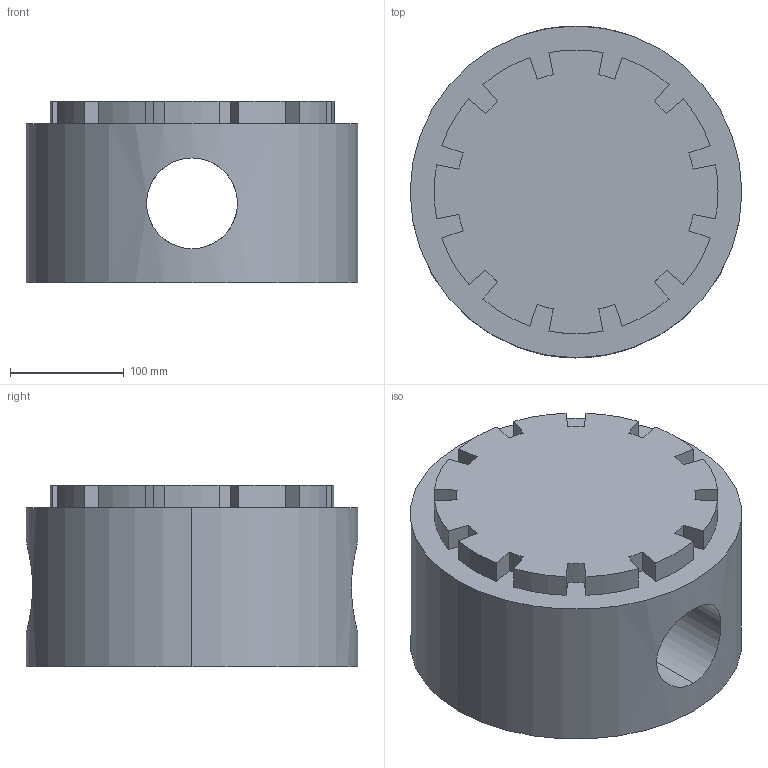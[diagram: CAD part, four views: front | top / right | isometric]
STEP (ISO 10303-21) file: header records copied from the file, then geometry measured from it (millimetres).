
FILE_DESCRIPTION (( 'STEP AP203' ), '1' );
FILE_NAME ('Bow_Vertical_Thruster_Tunnel_Default_sldprt.STEP', '2020-08-14T00:47:33', ( '' ), ( '' ), 'SwSTEP 2.0', 'SolidWorks 2017', '' );
FILE_SCHEMA (( 'CONFIG_CONTROL_DESIGN' ));
Length unit declared in the file: millimetre
Products named in the file (1): Bow_Vertical_Thruster_Tunnel_Default_sldprt
Bounding box: 292 x 292 x 160 mm (x, y, z)
Volume: 7921397.9 mm3; surface area: 373469.5 mm2
Topology: 1 solids, 1 shells, 106 faces, 306 edges, 204 vertices
Faces by surface type: cylinder 54, plane 52
Entity records: 3847 total; most frequent: CARTESIAN_POINT 877, DIRECTION 620, ORIENTED_EDGE 612, EDGE_CURVE 306, AXIS2_PLACEMENT_3D 211, VERTEX_POINT 204, VECTOR 198, LINE 198
